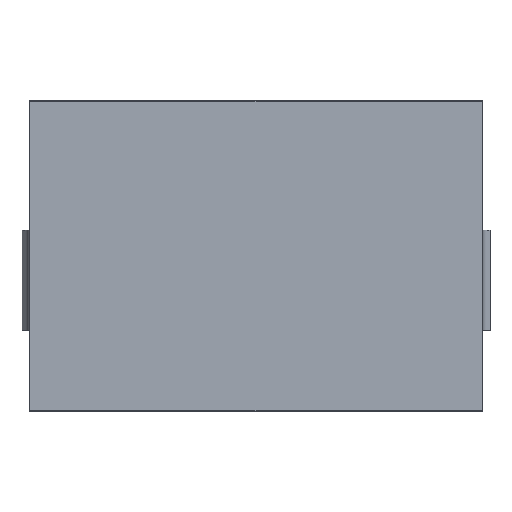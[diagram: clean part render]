
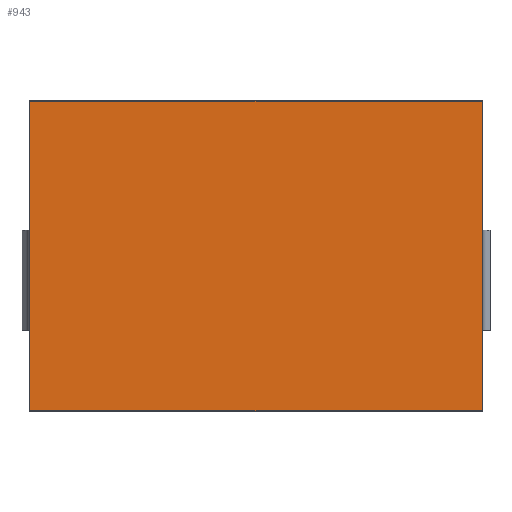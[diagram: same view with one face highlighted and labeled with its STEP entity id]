
A CAD part, top view. The second image highlights one B-rep face of the part: STEP entity #943.
In plain terms, the highlighted planar face has unit normal (0, 0, 1).
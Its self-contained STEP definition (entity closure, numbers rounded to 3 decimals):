
#10 = ORIENTED_EDGE ( 'NONE', *, *, #1325, .T. ) ;
#49 = LINE ( 'NONE', #275, #910 ) ;
#69 = CARTESIAN_POINT ( 'NONE',  ( 134.8, 180.6, 96. ) ) ;
#87 = CARTESIAN_POINT ( 'NONE',  ( 134.8, -3.8, 96. ) ) ;
#109 = EDGE_CURVE ( 'NONE', #1099, #665, #1301, .T. ) ;
#124 = CARTESIAN_POINT ( 'NONE',  ( -135., 180.6, 96. ) ) ;
#185 = ORIENTED_EDGE ( 'NONE', *, *, #219, .T. ) ;
#219 = EDGE_CURVE ( 'NONE', #447, #1099, #49, .T. ) ;
#275 = CARTESIAN_POINT ( 'NONE',  ( -134.8, -4., 96. ) ) ;
#363 = DIRECTION ( 'NONE',  ( 1., 0., 0. ) ) ;
#394 = DIRECTION ( 'NONE',  ( 0., -1., 0. ) ) ;
#397 = DIRECTION ( 'NONE',  ( 0., 0., 1. ) ) ;
#435 = CARTESIAN_POINT ( 'NONE',  ( 134.8, 180.8, 96. ) ) ;
#438 = VECTOR ( 'NONE', #1359, 1000. ) ;
#447 = VERTEX_POINT ( 'NONE', #1279 ) ;
#665 = VERTEX_POINT ( 'NONE', #87 ) ;
#670 = LINE ( 'NONE', #435, #1035 ) ;
#708 = FACE_OUTER_BOUND ( 'NONE', #764, .T. ) ;
#742 = LINE ( 'NONE', #124, #438 ) ;
#764 = EDGE_LOOP ( 'NONE', ( #185, #968, #10, #1231 ) ) ;
#828 = PLANE ( 'NONE',  #1396 ) ;
#910 = VECTOR ( 'NONE', #394, 1000. ) ;
#915 = EDGE_CURVE ( 'NONE', #1186, #447, #742, .T. ) ;
#931 = CARTESIAN_POINT ( 'NONE',  ( -138., -4., 96. ) ) ;
#943 = ADVANCED_FACE ( 'NONE', ( #708 ), #828, .T. ) ;
#968 = ORIENTED_EDGE ( 'NONE', *, *, #109, .T. ) ;
#1035 = VECTOR ( 'NONE', #1437, 1000. ) ;
#1058 = DIRECTION ( 'NONE',  ( 1., 0., 0. ) ) ;
#1096 = VECTOR ( 'NONE', #363, 1000. ) ;
#1099 = VERTEX_POINT ( 'NONE', #1293 ) ;
#1186 = VERTEX_POINT ( 'NONE', #69 ) ;
#1231 = ORIENTED_EDGE ( 'NONE', *, *, #915, .T. ) ;
#1279 = CARTESIAN_POINT ( 'NONE',  ( -134.8, 180.6, 96. ) ) ;
#1293 = CARTESIAN_POINT ( 'NONE',  ( -134.8, -3.8, 96. ) ) ;
#1301 = LINE ( 'NONE', #1350, #1096 ) ;
#1325 = EDGE_CURVE ( 'NONE', #665, #1186, #670, .T. ) ;
#1350 = CARTESIAN_POINT ( 'NONE',  ( 135., -3.8, 96. ) ) ;
#1359 = DIRECTION ( 'NONE',  ( -1., 0., 0. ) ) ;
#1396 = AXIS2_PLACEMENT_3D ( 'NONE', #931, #397, #1058 ) ;
#1437 = DIRECTION ( 'NONE',  ( 0., 1., 0. ) ) ;
